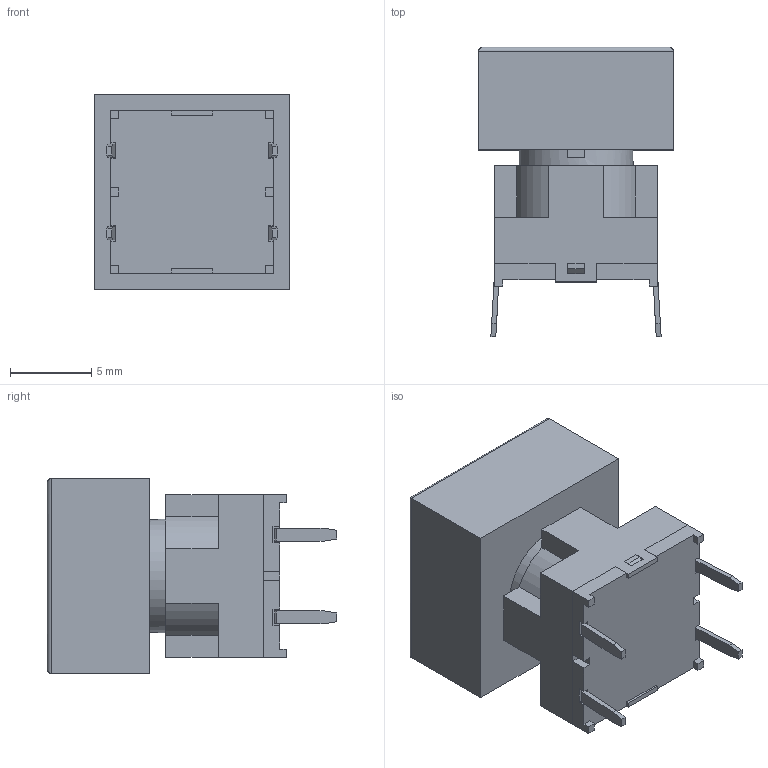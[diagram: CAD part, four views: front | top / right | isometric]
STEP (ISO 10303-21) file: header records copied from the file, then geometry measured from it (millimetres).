
FILE_DESCRIPTION( ( 'STEP AP214' ), '1' );
FILE_NAME( 'JB15HAP-2A.stp', '2020-07-25T00:15:33', ( 'License CC BY-ND 4.0' ), ( 'CADENAS' ), ' ', 'PARTsolutions', ' ' );
FILE_SCHEMA( ( 'AUTOMOTIVE_DESIGN { 1 0 10303 214 1 1 1 1 }' ) );
Length unit declared in the file: inch
Products named in the file (6): JB15HAP-2A; _JB15HAP-2Ashex; _JB15HAPterm; _JB15HAP-2Atrmn; _JBHAP; _JBHAP-2Acap2
Assembly tree (8 placements, depth 2):
  JB15HAP-2A
    _JB15HAP-2Ashex
    _JB15HAPterm
    _JB15HAP-2Atrmn  x4
    _JBHAP
    _JBHAP-2Acap2
Bounding box: 11.99 x 17.78 x 11.99 mm (x, y, z)
Volume: 1494.6 mm3; surface area: 1545.2 mm2
Topology: 8 solids, 8 shells, 179 faces, 488 edges, 324 vertices
Faces by surface type: plane 159, cylinder 18, cone 2
Full cylindrical faces by diameter (mm): 7.01 x2
Entity records: 5897 total; most frequent: CARTESIAN_POINT 840, ORIENTED_EDGE 808, DIRECTION 741, EDGE_CURVE 404, LINE 369, VECTOR 369, VERTEX_POINT 269, AXIS2_PLACEMENT_3D 186
